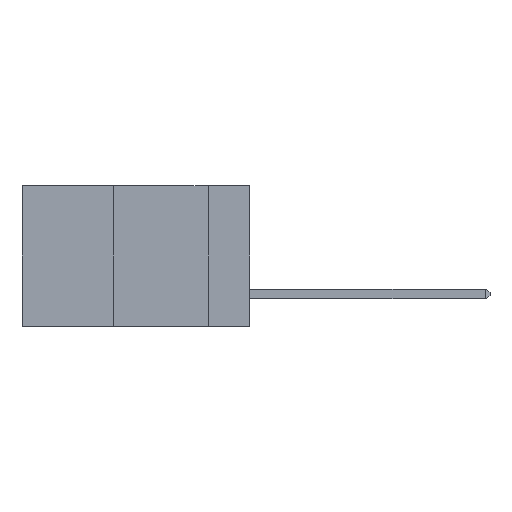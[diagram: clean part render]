
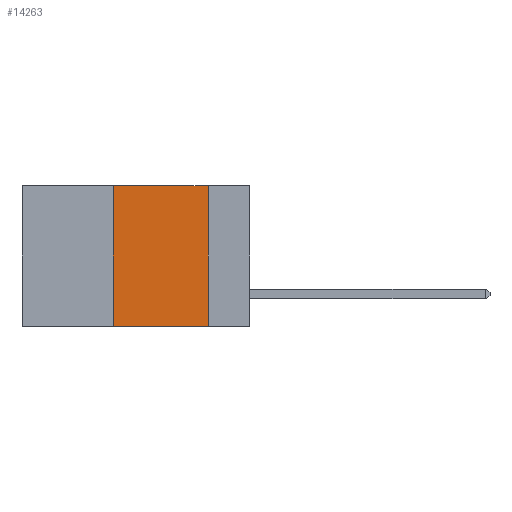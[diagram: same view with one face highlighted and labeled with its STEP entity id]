
A CAD part, left-side view. The second image highlights one B-rep face of the part: STEP entity #14263.
In plain terms, the highlighted planar face has unit normal (-1, 0, 0).
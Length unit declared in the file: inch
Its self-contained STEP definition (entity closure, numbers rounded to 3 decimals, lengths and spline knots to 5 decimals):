
#912 = DIRECTION ( 'NONE',  ( 0., -1., 0. ) ) ;
#1129 = DIRECTION ( 'NONE',  ( 0., 0., -1. ) ) ;
#1507 = LINE ( 'NONE', #17358, #2108 ) ;
#2108 = VECTOR ( 'NONE', #11509, 39.37008 ) ;
#2368 = AXIS2_PLACEMENT_3D ( 'NONE', #23067, #12252, #1129 ) ;
#2850 = EDGE_CURVE ( 'NONE', #17554, #7677, #4213, .T. ) ;
#4101 = EDGE_CURVE ( 'NONE', #22449, #10616, #1507, .T. ) ;
#4213 = LINE ( 'NONE', #15787, #23018 ) ;
#5858 = EDGE_CURVE ( 'NONE', #7677, #22449, #23426, .T. ) ;
#7677 = VERTEX_POINT ( 'NONE', #13426 ) ;
#8044 = ORIENTED_EDGE ( 'NONE', *, *, #5858, .F. ) ;
#8621 = ORIENTED_EDGE ( 'NONE', *, *, #2850, .F. ) ;
#10616 = VERTEX_POINT ( 'NONE', #14779 ) ;
#11509 = DIRECTION ( 'NONE',  ( 0., 0., -1. ) ) ;
#11540 = FACE_OUTER_BOUND ( 'NONE', #19376, .T. ) ;
#11886 = CARTESIAN_POINT ( 'NONE',  ( 0., 0.36, -0.37 ) ) ;
#12252 = DIRECTION ( 'NONE',  ( 1., 0., 0. ) ) ;
#12350 = CARTESIAN_POINT ( 'NONE',  ( 0., 0.6, 0. ) ) ;
#13426 = CARTESIAN_POINT ( 'NONE',  ( 0., 0.36, 0. ) ) ;
#14263 = ADVANCED_FACE ( 'NONE', ( #11540 ), #17635, .F. ) ;
#14779 = CARTESIAN_POINT ( 'NONE',  ( 0., 0.11, -0.37 ) ) ;
#15068 = DIRECTION ( 'NONE',  ( 0., 0., 1. ) ) ;
#15420 = ORIENTED_EDGE ( 'NONE', *, *, #21676, .T. ) ;
#15457 = CARTESIAN_POINT ( 'NONE',  ( 0., 0.6, -0.37 ) ) ;
#15787 = CARTESIAN_POINT ( 'NONE',  ( 0., 0.36, 0. ) ) ;
#16198 = CARTESIAN_POINT ( 'NONE',  ( 0., 0.11, 0. ) ) ;
#17218 = VECTOR ( 'NONE', #912, 39.37008 ) ;
#17358 = CARTESIAN_POINT ( 'NONE',  ( 0., 0.11, 0. ) ) ;
#17518 = DIRECTION ( 'NONE',  ( 0., -1., 0. ) ) ;
#17554 = VERTEX_POINT ( 'NONE', #11886 ) ;
#17635 = PLANE ( 'NONE',  #2368 ) ;
#17799 = LINE ( 'NONE', #15457, #17218 ) ;
#18642 = VECTOR ( 'NONE', #17518, 39.37008 ) ;
#19376 = EDGE_LOOP ( 'NONE', ( #23034, #8044, #8621, #15420 ) ) ;
#21676 = EDGE_CURVE ( 'NONE', #17554, #10616, #17799, .T. ) ;
#22449 = VERTEX_POINT ( 'NONE', #16198 ) ;
#23018 = VECTOR ( 'NONE', #15068, 39.37008 ) ;
#23034 = ORIENTED_EDGE ( 'NONE', *, *, #4101, .F. ) ;
#23067 = CARTESIAN_POINT ( 'NONE',  ( 0., 0.6, 0. ) ) ;
#23426 = LINE ( 'NONE', #12350, #18642 ) ;
